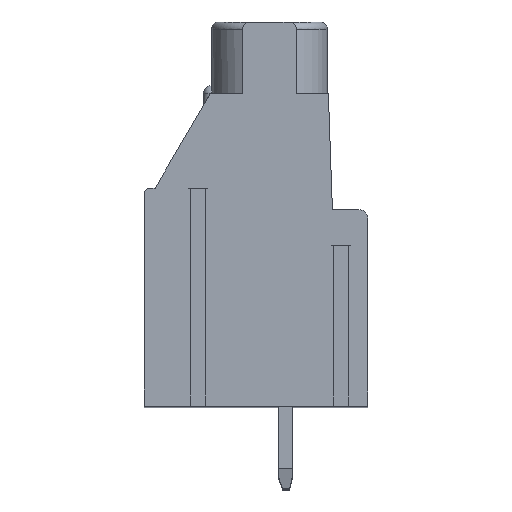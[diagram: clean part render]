
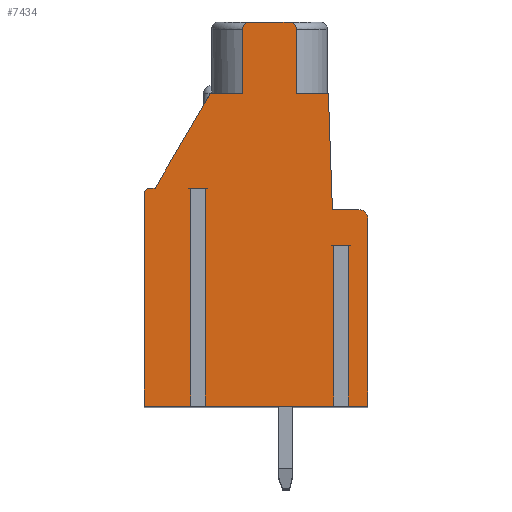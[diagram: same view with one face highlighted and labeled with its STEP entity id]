
A CAD part, top view. The second image highlights one B-rep face of the part: STEP entity #7434.
In plain terms, the highlighted planar face has unit normal (0, 0, 1).
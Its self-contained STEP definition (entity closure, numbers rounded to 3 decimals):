
#27=DIRECTION('',(-1.,0.,0.));
#28=VECTOR('',#27,0.82);
#29=CARTESIAN_POINT('',(-2.09,1.2,57.15));
#30=LINE('',#29,#28);
#31=DIRECTION('',(0.,1.,0.));
#32=VECTOR('',#31,12.2);
#33=CARTESIAN_POINT('',(-2.91,-11.,57.15));
#34=LINE('',#33,#32);
#35=DIRECTION('',(1.,0.,0.));
#36=VECTOR('',#35,2.59);
#37=CARTESIAN_POINT('',(-5.5,-11.,57.15));
#38=LINE('',#37,#36);
#39=DIRECTION('',(0.,-1.,0.));
#40=VECTOR('',#39,11.9);
#41=CARTESIAN_POINT('',(-5.5,0.9,57.15));
#42=LINE('',#41,#40);
#43=CARTESIAN_POINT('',(-5.2,0.9,57.15));
#44=DIRECTION('',(0.,0.,1.));
#45=DIRECTION('',(0.,1.,0.));
#46=AXIS2_PLACEMENT_3D('',#43,#44,#45);
#48=DIRECTION('',(-1.,0.,0.));
#49=VECTOR('',#48,0.3);
#50=CARTESIAN_POINT('',(-4.9,1.2,57.15));
#51=LINE('',#50,#49);
#52=DIRECTION('',(-0.505,-0.863,0.));
#53=VECTOR('',#52,6.14);
#54=CARTESIAN_POINT('',(-1.8,6.5,57.15));
#55=LINE('',#54,#53);
#56=DIRECTION('',(-1.,0.,0.));
#57=VECTOR('',#56,1.8);
#58=CARTESIAN_POINT('',(0.,6.5,57.15));
#59=LINE('',#58,#57);
#60=DIRECTION('',(0.,-1.,0.));
#61=VECTOR('',#60,3.6);
#62=CARTESIAN_POINT('',(0.,10.1,57.15));
#63=LINE('',#62,#61);
#64=CARTESIAN_POINT('',(0.4,10.1,57.15));
#65=DIRECTION('',(0.,0.,1.));
#66=DIRECTION('',(0.,1.,0.));
#67=AXIS2_PLACEMENT_3D('',#64,#65,#66);
#69=DIRECTION('',(-1.,0.,0.));
#70=VECTOR('',#69,2.2);
#71=CARTESIAN_POINT('',(2.6,10.5,57.15));
#72=LINE('',#71,#70);
#73=CARTESIAN_POINT('',(2.6,10.1,57.15));
#74=DIRECTION('',(0.,0.,1.));
#75=DIRECTION('',(1.,0.,0.));
#76=AXIS2_PLACEMENT_3D('',#73,#74,#75);
#78=DIRECTION('',(0.,1.,0.));
#79=VECTOR('',#78,3.6);
#80=CARTESIAN_POINT('',(3.,6.5,57.15));
#81=LINE('',#80,#79);
#82=DIRECTION('',(-1.,0.,0.));
#83=VECTOR('',#82,1.8);
#84=CARTESIAN_POINT('',(4.8,6.5,57.15));
#85=LINE('',#84,#83);
#86=DIRECTION('',(-0.035,0.999,0.));
#87=VECTOR('',#86,6.504);
#88=CARTESIAN_POINT('',(5.027,0.,57.15));
#89=LINE('',#88,#87);
#90=DIRECTION('',(-1.,0.,0.));
#91=VECTOR('',#90,1.473);
#92=CARTESIAN_POINT('',(6.5,0.,57.15));
#93=LINE('',#92,#91);
#94=CARTESIAN_POINT('',(6.5,-0.5,57.15));
#95=DIRECTION('',(0.,0.,1.));
#96=DIRECTION('',(1.,0.,0.));
#97=AXIS2_PLACEMENT_3D('',#94,#95,#96);
#99=DIRECTION('',(0.,1.,0.));
#100=VECTOR('',#99,10.5);
#101=CARTESIAN_POINT('',(7.,-11.,57.15));
#102=LINE('',#101,#100);
#103=DIRECTION('',(1.,0.,0.));
#104=VECTOR('',#103,1.09);
#105=CARTESIAN_POINT('',(5.91,-11.,57.15));
#106=LINE('',#105,#104);
#107=DIRECTION('',(0.,1.,0.));
#108=VECTOR('',#107,9.);
#109=CARTESIAN_POINT('',(5.91,-11.,57.15));
#110=LINE('',#109,#108);
#111=DIRECTION('',(-1.,0.,0.));
#112=VECTOR('',#111,0.82);
#113=CARTESIAN_POINT('',(5.91,-2.,57.15));
#114=LINE('',#113,#112);
#115=DIRECTION('',(0.,1.,0.));
#116=VECTOR('',#115,9.);
#117=CARTESIAN_POINT('',(5.09,-11.,57.15));
#118=LINE('',#117,#116);
#119=DIRECTION('',(1.,0.,0.));
#120=VECTOR('',#119,7.18);
#121=CARTESIAN_POINT('',(-2.09,-11.,57.15));
#122=LINE('',#121,#120);
#123=DIRECTION('',(0.,1.,0.));
#124=VECTOR('',#123,12.2);
#125=CARTESIAN_POINT('',(-2.09,-11.,57.15));
#126=LINE('',#125,#124);
#5859=CARTESIAN_POINT('',(7.,-11.,57.15));
#5860=CARTESIAN_POINT('',(7.,-0.5,57.15));
#5861=VERTEX_POINT('',#5859);
#5862=VERTEX_POINT('',#5860);
#5863=CARTESIAN_POINT('',(6.5,0.,57.15));
#5864=VERTEX_POINT('',#5863);
#5865=CARTESIAN_POINT('',(5.027,0.,57.15));
#5866=VERTEX_POINT('',#5865);
#5867=CARTESIAN_POINT('',(4.8,6.5,57.15));
#5868=VERTEX_POINT('',#5867);
#5869=CARTESIAN_POINT('',(3.,6.5,57.15));
#5870=VERTEX_POINT('',#5869);
#5871=CARTESIAN_POINT('',(3.,10.1,57.15));
#5872=VERTEX_POINT('',#5871);
#5873=CARTESIAN_POINT('',(2.6,10.5,57.15));
#5874=VERTEX_POINT('',#5873);
#5875=CARTESIAN_POINT('',(0.4,10.5,57.15));
#5876=VERTEX_POINT('',#5875);
#5877=CARTESIAN_POINT('',(0.,10.1,57.15));
#5878=VERTEX_POINT('',#5877);
#5879=CARTESIAN_POINT('',(0.,6.5,57.15));
#5880=VERTEX_POINT('',#5879);
#5881=CARTESIAN_POINT('',(-1.8,6.5,57.15));
#5882=VERTEX_POINT('',#5881);
#5883=CARTESIAN_POINT('',(-4.9,1.2,57.15));
#5884=VERTEX_POINT('',#5883);
#5885=CARTESIAN_POINT('',(-5.2,1.2,57.15));
#5886=VERTEX_POINT('',#5885);
#5887=CARTESIAN_POINT('',(-5.5,0.9,57.15));
#5888=VERTEX_POINT('',#5887);
#5889=CARTESIAN_POINT('',(-5.5,-11.,57.15));
#5890=VERTEX_POINT('',#5889);
#6011=CARTESIAN_POINT('',(5.91,-2.,57.15));
#6012=CARTESIAN_POINT('',(5.09,-2.,57.15));
#6013=VERTEX_POINT('',#6011);
#6014=VERTEX_POINT('',#6012);
#6015=CARTESIAN_POINT('',(5.09,-11.,57.15));
#6016=VERTEX_POINT('',#6015);
#6017=CARTESIAN_POINT('',(5.91,-11.,57.15));
#6018=VERTEX_POINT('',#6017);
#6035=CARTESIAN_POINT('',(-2.09,1.2,57.15));
#6036=CARTESIAN_POINT('',(-2.91,1.2,57.15));
#6037=VERTEX_POINT('',#6035);
#6038=VERTEX_POINT('',#6036);
#6039=CARTESIAN_POINT('',(-2.09,-11.,57.15));
#6040=VERTEX_POINT('',#6039);
#6041=CARTESIAN_POINT('',(-2.91,-11.,57.15));
#6042=VERTEX_POINT('',#6041);
#7379=CARTESIAN_POINT('',(0.,0.,57.15));
#7380=DIRECTION('',(0.,0.,1.));
#7381=DIRECTION('',(1.,0.,0.));
#7382=AXIS2_PLACEMENT_3D('',#7379,#7380,#7381);
#7383=PLANE('',#7382);
#7385=ORIENTED_EDGE('',*,*,#7384,.T.);
#7387=ORIENTED_EDGE('',*,*,#7386,.F.);
#7389=ORIENTED_EDGE('',*,*,#7388,.F.);
#7391=ORIENTED_EDGE('',*,*,#7390,.F.);
#7393=ORIENTED_EDGE('',*,*,#7392,.F.);
#7395=ORIENTED_EDGE('',*,*,#7394,.F.);
#7397=ORIENTED_EDGE('',*,*,#7396,.F.);
#7399=ORIENTED_EDGE('',*,*,#7398,.F.);
#7401=ORIENTED_EDGE('',*,*,#7400,.F.);
#7403=ORIENTED_EDGE('',*,*,#7402,.F.);
#7405=ORIENTED_EDGE('',*,*,#7404,.F.);
#7407=ORIENTED_EDGE('',*,*,#7406,.F.);
#7409=ORIENTED_EDGE('',*,*,#7408,.F.);
#7411=ORIENTED_EDGE('',*,*,#7410,.F.);
#7413=ORIENTED_EDGE('',*,*,#7412,.F.);
#7415=ORIENTED_EDGE('',*,*,#7414,.F.);
#7417=ORIENTED_EDGE('',*,*,#7416,.F.);
#7419=ORIENTED_EDGE('',*,*,#7418,.F.);
#7421=ORIENTED_EDGE('',*,*,#7420,.F.);
#7423=ORIENTED_EDGE('',*,*,#7422,.T.);
#7425=ORIENTED_EDGE('',*,*,#7424,.T.);
#7427=ORIENTED_EDGE('',*,*,#7426,.F.);
#7429=ORIENTED_EDGE('',*,*,#7428,.F.);
#7431=ORIENTED_EDGE('',*,*,#7430,.T.);
#7432=EDGE_LOOP('',(#7385,#7387,#7389,#7391,#7393,#7395,#7397,#7399,#7401,#7403,
#7405,#7407,#7409,#7411,#7413,#7415,#7417,#7419,#7421,#7423,#7425,#7427,#7429,
#7431));
#7433=FACE_OUTER_BOUND('',#7432,.F.);
#47=CIRCLE('',#46,0.3);
#68=CIRCLE('',#67,0.4);
#77=CIRCLE('',#76,0.4);
#98=CIRCLE('',#97,0.5);
#7384=EDGE_CURVE('',#6037,#6038,#30,.T.);
#7386=EDGE_CURVE('',#6042,#6038,#34,.T.);
#7388=EDGE_CURVE('',#5890,#6042,#38,.T.);
#7390=EDGE_CURVE('',#5888,#5890,#42,.T.);
#7392=EDGE_CURVE('',#5886,#5888,#47,.T.);
#7394=EDGE_CURVE('',#5884,#5886,#51,.T.);
#7396=EDGE_CURVE('',#5882,#5884,#55,.T.);
#7398=EDGE_CURVE('',#5880,#5882,#59,.T.);
#7400=EDGE_CURVE('',#5878,#5880,#63,.T.);
#7402=EDGE_CURVE('',#5876,#5878,#68,.T.);
#7404=EDGE_CURVE('',#5874,#5876,#72,.T.);
#7406=EDGE_CURVE('',#5872,#5874,#77,.T.);
#7408=EDGE_CURVE('',#5870,#5872,#81,.T.);
#7410=EDGE_CURVE('',#5868,#5870,#85,.T.);
#7412=EDGE_CURVE('',#5866,#5868,#89,.T.);
#7414=EDGE_CURVE('',#5864,#5866,#93,.T.);
#7416=EDGE_CURVE('',#5862,#5864,#98,.T.);
#7418=EDGE_CURVE('',#5861,#5862,#102,.T.);
#7420=EDGE_CURVE('',#6018,#5861,#106,.T.);
#7422=EDGE_CURVE('',#6018,#6013,#110,.T.);
#7424=EDGE_CURVE('',#6013,#6014,#114,.T.);
#7426=EDGE_CURVE('',#6016,#6014,#118,.T.);
#7428=EDGE_CURVE('',#6040,#6016,#122,.T.);
#7430=EDGE_CURVE('',#6040,#6037,#126,.T.);
#7434=ADVANCED_FACE('',(#7433),#7383,.T.);
